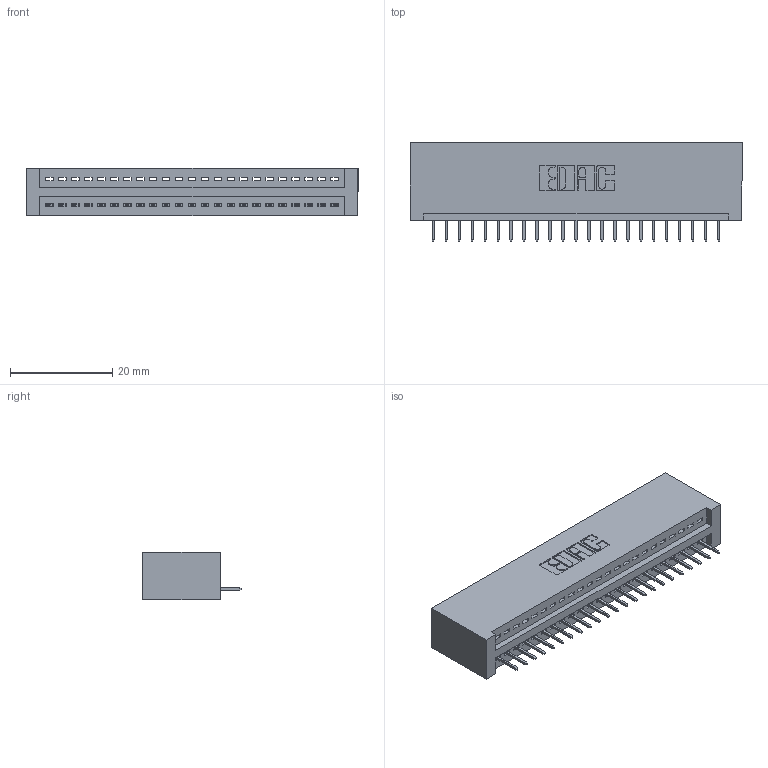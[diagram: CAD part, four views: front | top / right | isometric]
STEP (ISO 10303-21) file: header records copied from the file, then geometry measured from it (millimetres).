
FILE_DESCRIPTION (( 'STEP AP203' ), '1' );
FILE_NAME ('345-023-524-101.STEP', '2019-10-05T02:07:05', ( '' ), ( '' ), 'SwSTEP 2.0', 'SolidWorks 2016', '' );
FILE_SCHEMA (( 'CONFIG_CONTROL_DESIGN' ));
Length unit declared in the file: inch
Products named in the file (3): 345-023-524-101; 345-292-001_345-293-124; 345 Part_No Mounting Lugs
Assembly tree (24 placements, depth 2):
  345-023-524-101
    345 Part_No Mounting Lugs
    345-292-001_345-293-124  x23
Bounding box: 65.02 x 19.35 x 9.4 mm (x, y, z)
Volume: 6513.9 mm3; surface area: 8297.8 mm2
Topology: 24 solids, 24 shells, 1544 faces, 4457 edges, 2878 vertices
Faces by surface type: plane 1134, cylinder 410
Entity records: 19665 total; most frequent: CARTESIAN_POINT 3413, ORIENTED_EDGE 3370, DIRECTION 3003, EDGE_CURVE 1685, VECTOR 1473, LINE 1473, VERTEX_POINT 1118, AXIS2_PLACEMENT_3D 765
